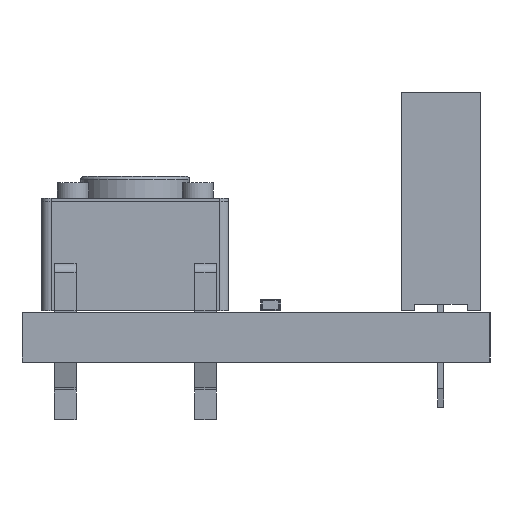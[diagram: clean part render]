
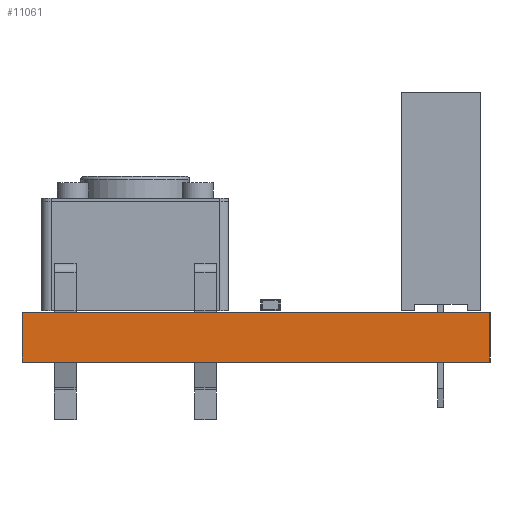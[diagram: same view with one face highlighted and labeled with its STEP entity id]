
A CAD part, left-side view. The second image highlights one B-rep face of the part: STEP entity #11061.
In plain terms, the highlighted planar face has unit normal (-1, 0, 0).
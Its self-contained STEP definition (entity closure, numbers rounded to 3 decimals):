
#11005 = VERTEX_POINT('',#11006);
#11006 = CARTESIAN_POINT('',(137.8,-71.4,1.6));
#11012 = EDGE_CURVE('',#11013,#11005,#11015,.T.);
#11013 = VERTEX_POINT('',#11014);
#11014 = CARTESIAN_POINT('',(137.8,-71.4,0.));
#11015 = LINE('',#11016,#11017);
#11016 = CARTESIAN_POINT('',(137.8,-71.4,0.));
#11017 = VECTOR('',#11018,1.);
#11018 = DIRECTION('',(0.,0.,1.));
#11061 = ADVANCED_FACE('',(#11062),#11087,.T.);
#11062 = FACE_BOUND('',#11063,.T.);
#11063 = EDGE_LOOP('',(#11064,#11065,#11073,#11081));
#11064 = ORIENTED_EDGE('',*,*,#11012,.T.);
#11065 = ORIENTED_EDGE('',*,*,#11066,.T.);
#11066 = EDGE_CURVE('',#11005,#11067,#11069,.T.);
#11067 = VERTEX_POINT('',#11068);
#11068 = CARTESIAN_POINT('',(137.8,-56.4,1.6));
#11069 = LINE('',#11070,#11071);
#11070 = CARTESIAN_POINT('',(137.8,-71.4,1.6));
#11071 = VECTOR('',#11072,1.);
#11072 = DIRECTION('',(0.,1.,0.));
#11073 = ORIENTED_EDGE('',*,*,#11074,.F.);
#11074 = EDGE_CURVE('',#11075,#11067,#11077,.T.);
#11075 = VERTEX_POINT('',#11076);
#11076 = CARTESIAN_POINT('',(137.8,-56.4,0.));
#11077 = LINE('',#11078,#11079);
#11078 = CARTESIAN_POINT('',(137.8,-56.4,0.));
#11079 = VECTOR('',#11080,1.);
#11080 = DIRECTION('',(0.,0.,1.));
#11081 = ORIENTED_EDGE('',*,*,#11082,.F.);
#11082 = EDGE_CURVE('',#11013,#11075,#11083,.T.);
#11083 = LINE('',#11084,#11085);
#11084 = CARTESIAN_POINT('',(137.8,-71.4,0.));
#11085 = VECTOR('',#11086,1.);
#11086 = DIRECTION('',(0.,1.,0.));
#11087 = PLANE('',#11088);
#11088 = AXIS2_PLACEMENT_3D('',#11089,#11090,#11091);
#11089 = CARTESIAN_POINT('',(137.8,-71.4,0.));
#11090 = DIRECTION('',(-1.,0.,0.));
#11091 = DIRECTION('',(0.,1.,0.));
